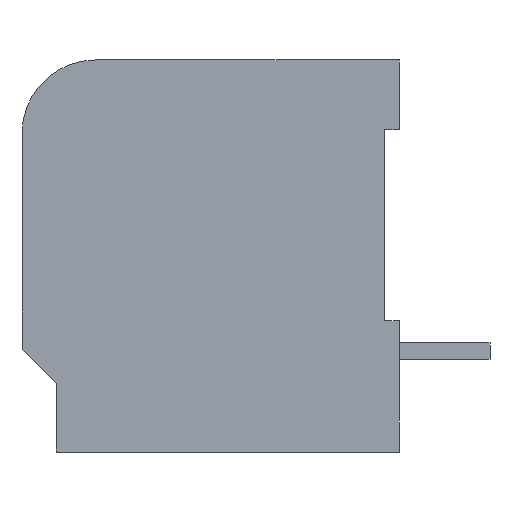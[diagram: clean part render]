
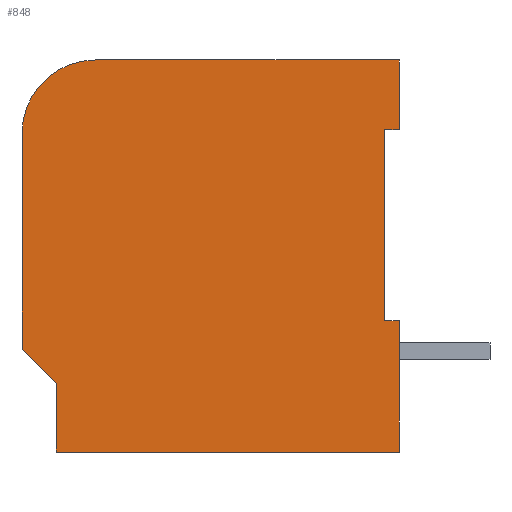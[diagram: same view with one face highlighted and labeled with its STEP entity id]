
A CAD part, left-side view. The second image highlights one B-rep face of the part: STEP entity #848.
In plain terms, the highlighted planar face has unit normal (-1, 0, 0).
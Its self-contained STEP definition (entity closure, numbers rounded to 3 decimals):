
#848 = ADVANCED_FACE('',(#849),#940,.F.);
#849 = FACE_BOUND('',#850,.T.);
#850 = EDGE_LOOP('',(#851,#861,#870,#878,#886,#894,#902,#910,#918,#926,
    #934));
#851 = ORIENTED_EDGE('',*,*,#852,.T.);
#852 = EDGE_CURVE('',#853,#855,#857,.T.);
#853 = VERTEX_POINT('',#854);
#854 = CARTESIAN_POINT('',(-17.59,0.,0.));
#855 = VERTEX_POINT('',#856);
#856 = CARTESIAN_POINT('',(-17.59,15.748,0.));
#857 = LINE('',#858,#859);
#858 = CARTESIAN_POINT('',(-17.59,0.,0.));
#859 = VECTOR('',#860,1.);
#860 = DIRECTION('',(0.,1.,0.));
#861 = ORIENTED_EDGE('',*,*,#862,.F.);
#862 = EDGE_CURVE('',#863,#855,#865,.T.);
#863 = VERTEX_POINT('',#864);
#864 = CARTESIAN_POINT('',(-17.59,19.558,-3.81));
#865 = CIRCLE('',#866,3.81);
#866 = AXIS2_PLACEMENT_3D('',#867,#868,#869);
#867 = CARTESIAN_POINT('',(-17.59,15.748,-3.81));
#868 = DIRECTION('',(1.,0.,0.));
#869 = DIRECTION('',(-0.,1.,0.));
#870 = ORIENTED_EDGE('',*,*,#871,.F.);
#871 = EDGE_CURVE('',#872,#863,#874,.T.);
#872 = VERTEX_POINT('',#873);
#873 = CARTESIAN_POINT('',(-17.59,19.558,-14.986));
#874 = LINE('',#875,#876);
#875 = CARTESIAN_POINT('',(-17.59,19.558,-14.986));
#876 = VECTOR('',#877,1.);
#877 = DIRECTION('',(0.,0.,1.));
#878 = ORIENTED_EDGE('',*,*,#879,.F.);
#879 = EDGE_CURVE('',#880,#872,#882,.T.);
#880 = VERTEX_POINT('',#881);
#881 = CARTESIAN_POINT('',(-17.59,17.78,-16.764));
#882 = LINE('',#883,#884);
#883 = CARTESIAN_POINT('',(-17.59,17.78,-16.764));
#884 = VECTOR('',#885,1.);
#885 = DIRECTION('',(0.,0.707,0.707));
#886 = ORIENTED_EDGE('',*,*,#887,.F.);
#887 = EDGE_CURVE('',#888,#880,#890,.T.);
#888 = VERTEX_POINT('',#889);
#889 = CARTESIAN_POINT('',(-17.59,17.78,-20.32));
#890 = LINE('',#891,#892);
#891 = CARTESIAN_POINT('',(-17.59,17.78,-20.32));
#892 = VECTOR('',#893,1.);
#893 = DIRECTION('',(0.,0.,1.));
#894 = ORIENTED_EDGE('',*,*,#895,.T.);
#895 = EDGE_CURVE('',#888,#896,#898,.T.);
#896 = VERTEX_POINT('',#897);
#897 = CARTESIAN_POINT('',(-17.59,0.,-20.32));
#898 = LINE('',#899,#900);
#899 = CARTESIAN_POINT('',(-17.59,17.78,-20.32));
#900 = VECTOR('',#901,1.);
#901 = DIRECTION('',(0.,-1.,0.));
#902 = ORIENTED_EDGE('',*,*,#903,.F.);
#903 = EDGE_CURVE('',#904,#896,#906,.T.);
#904 = VERTEX_POINT('',#905);
#905 = CARTESIAN_POINT('',(-17.59,0.,-13.526));
#906 = LINE('',#907,#908);
#907 = CARTESIAN_POINT('',(-17.59,0.,-13.526));
#908 = VECTOR('',#909,1.);
#909 = DIRECTION('',(0.,0.,-1.));
#910 = ORIENTED_EDGE('',*,*,#911,.F.);
#911 = EDGE_CURVE('',#912,#904,#914,.T.);
#912 = VERTEX_POINT('',#913);
#913 = CARTESIAN_POINT('',(-17.59,0.762,-13.526));
#914 = LINE('',#915,#916);
#915 = CARTESIAN_POINT('',(-17.59,0.762,-13.526));
#916 = VECTOR('',#917,1.);
#917 = DIRECTION('',(0.,-1.,0.));
#918 = ORIENTED_EDGE('',*,*,#919,.F.);
#919 = EDGE_CURVE('',#920,#912,#922,.T.);
#920 = VERTEX_POINT('',#921);
#921 = CARTESIAN_POINT('',(-17.59,0.762,-3.62));
#922 = LINE('',#923,#924);
#923 = CARTESIAN_POINT('',(-17.59,0.762,-3.62));
#924 = VECTOR('',#925,1.);
#925 = DIRECTION('',(0.,0.,-1.));
#926 = ORIENTED_EDGE('',*,*,#927,.F.);
#927 = EDGE_CURVE('',#928,#920,#930,.T.);
#928 = VERTEX_POINT('',#929);
#929 = CARTESIAN_POINT('',(-17.59,0.,-3.62));
#930 = LINE('',#931,#932);
#931 = CARTESIAN_POINT('',(-17.59,0.,-3.62));
#932 = VECTOR('',#933,1.);
#933 = DIRECTION('',(0.,1.,0.));
#934 = ORIENTED_EDGE('',*,*,#935,.F.);
#935 = EDGE_CURVE('',#853,#928,#936,.T.);
#936 = LINE('',#937,#938);
#937 = CARTESIAN_POINT('',(-17.59,0.,0.));
#938 = VECTOR('',#939,1.);
#939 = DIRECTION('',(0.,0.,-1.));
#940 = PLANE('',#941);
#941 = AXIS2_PLACEMENT_3D('',#942,#943,#944);
#942 = CARTESIAN_POINT('',(-17.59,0.,0.));
#943 = DIRECTION('',(1.,0.,0.));
#944 = DIRECTION('',(0.,1.,-0.));
